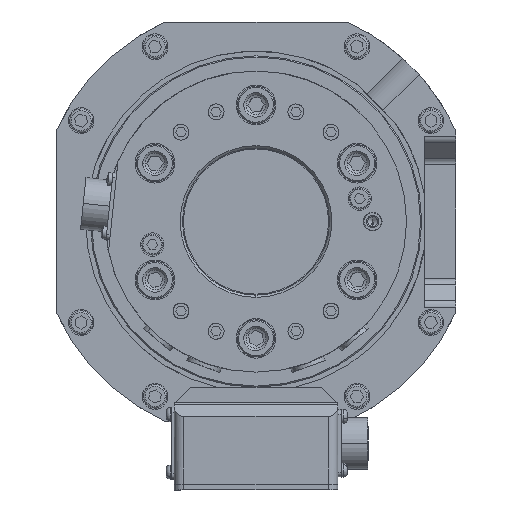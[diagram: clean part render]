
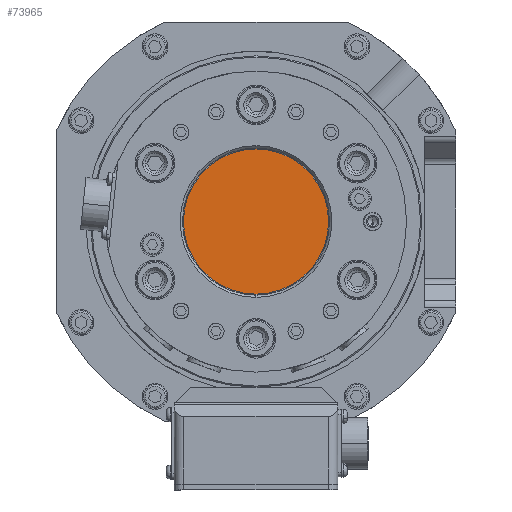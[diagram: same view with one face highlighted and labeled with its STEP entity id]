
A CAD part, front view. The second image highlights one B-rep face of the part: STEP entity #73965.
In plain terms, the highlighted planar face has unit normal (0, -1, 0).
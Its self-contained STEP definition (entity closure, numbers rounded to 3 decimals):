
#231 = CIRCLE ( 'NONE', #9880, 31.1 ) ;
#2334 = ORIENTED_EDGE ( 'NONE', *, *, #3100, .F. ) ;
#3100 = EDGE_CURVE ( 'NONE', #40650, #8834, #61674, .T. ) ;
#8834 = VERTEX_POINT ( 'NONE', #52462 ) ;
#9880 = AXIS2_PLACEMENT_3D ( 'NONE', #36723, #44241, #29852 ) ;
#28019 = DIRECTION ( 'NONE',  ( 0., 1., 0. ) ) ;
#29852 = DIRECTION ( 'NONE',  ( 0., 0., 1. ) ) ;
#33022 = DIRECTION ( 'NONE',  ( 0., 0., 1. ) ) ;
#36723 = CARTESIAN_POINT ( 'NONE',  ( 0., -96.5, 0. ) ) ;
#40650 = VERTEX_POINT ( 'NONE', #94587 ) ;
#44241 = DIRECTION ( 'NONE',  ( 0., 1., 0. ) ) ;
#50994 = EDGE_CURVE ( 'NONE', #8834, #40650, #231, .T. ) ;
#52462 = CARTESIAN_POINT ( 'NONE',  ( 0., -96.5, 31.1 ) ) ;
#52700 = AXIS2_PLACEMENT_3D ( 'NONE', #65332, #28019, #72881 ) ;
#61674 = CIRCLE ( 'NONE', #52700, 31.1 ) ;
#63127 = PLANE ( 'NONE',  #88049 ) ;
#65332 = CARTESIAN_POINT ( 'NONE',  ( 0., -96.5, 0. ) ) ;
#70341 = DIRECTION ( 'NONE',  ( 0., 1., 0. ) ) ;
#72881 = DIRECTION ( 'NONE',  ( 0., 0., 1. ) ) ;
#73965 = ADVANCED_FACE ( 'NONE', ( #94238 ), #63127, .F. ) ;
#77912 = CARTESIAN_POINT ( 'NONE',  ( 0., -96.5, 0. ) ) ;
#80832 = EDGE_LOOP ( 'NONE', ( #96578, #2334 ) ) ;
#88049 = AXIS2_PLACEMENT_3D ( 'NONE', #77912, #70341, #33022 ) ;
#94238 = FACE_OUTER_BOUND ( 'NONE', #80832, .T. ) ;
#94587 = CARTESIAN_POINT ( 'NONE',  ( 0., -96.5, -31.1 ) ) ;
#96578 = ORIENTED_EDGE ( 'NONE', *, *, #50994, .F. ) ;
